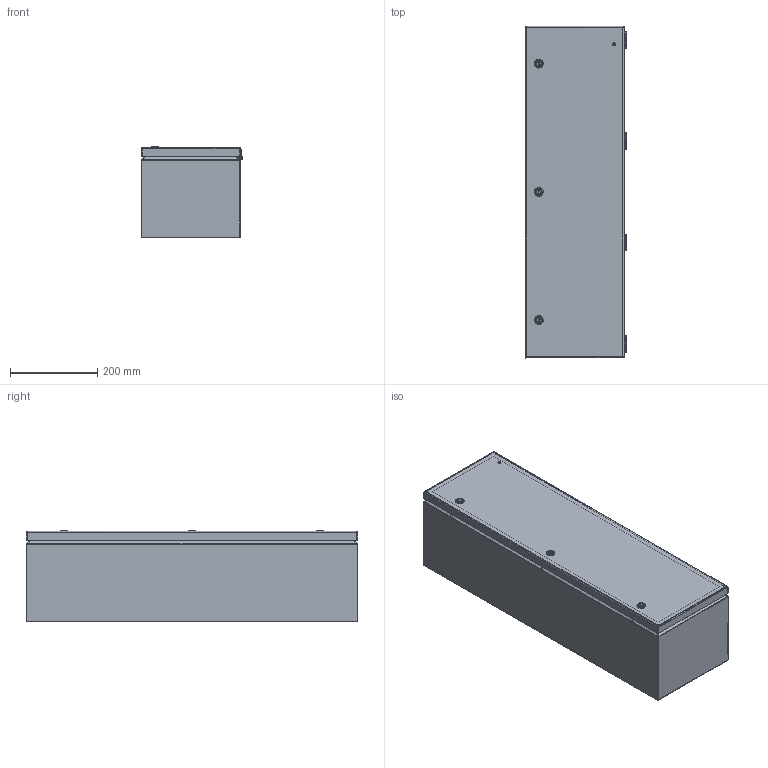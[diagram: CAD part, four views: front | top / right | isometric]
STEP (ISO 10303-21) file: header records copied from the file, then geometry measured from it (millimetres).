
FILE_DESCRIPTION (( 'STEP AP214' ), '1' );
FILE_NAME ('SCE-L9308ELJSS.STEP', '2022-04-30T16:46:38', ( '' ), ( '' ), 'SwSTEP 2.0', 'SolidWorks 2022', '' );
FILE_SCHEMA (( 'AUTOMOTIVE_DESIGN' ));
Length unit declared in the file: inch
Products named in the file (1): SCE-L9308ELJSS
Bounding box: 234.18 x 762.1 x 210.72 mm (x, y, z)
Volume: 1582942.4 mm3; surface area: 1965052.9 mm2
Topology: 56 solids, 60 shells, 1766 faces, 4143 edges, 2419 vertices
Faces by surface type: plane 698, cylinder 590, bspline 298, torus 96, cone 42, sphere 42
Full cylindrical faces by diameter (mm): 0.508 x4, 2.54 x4, 3.962 x4, 4.013 x12, 4.06 x8, 4.572 x4, 4.775 x8, 4.826 x9, 5.08 x3, 5.537 x2, 5.842 x4, 6.02 x4, 6.058 x3, 6.35 x6, 6.463 x3, 6.502 x2, 6.604 x4, 6.756 x4, 6.824 x3, 7.112 x6, 7.167 x3, 7.216 x6, 7.874 x3, 8.28 x3, 8.89 x3, 9.474 x6, 10.922 x3, 11.684 x3, 12.065 x3, 16.002 x3
Entity records: 71784 total; most frequent: CARTESIAN_POINT 34278, ORIENTED_EDGE 7516, DIRECTION 7255, EDGE_CURVE 3758, AXIS2_PLACEMENT_3D 2752, VERTEX_POINT 2375, EDGE_LOOP 2115, FACE_OUTER_BOUND 1930
